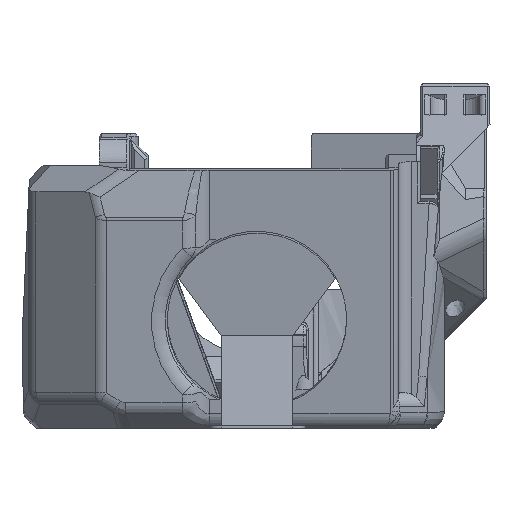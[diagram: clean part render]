
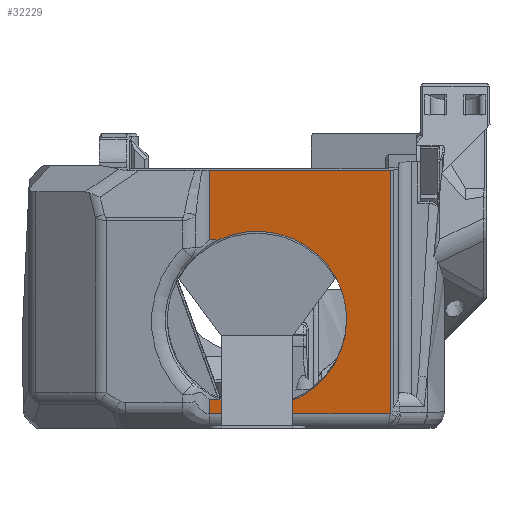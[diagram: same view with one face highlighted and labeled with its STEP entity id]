
A CAD part, left-side view. The second image highlights one B-rep face of the part: STEP entity #32229.
In plain terms, the highlighted planar face has unit normal (-0.985, 0, -0.174).
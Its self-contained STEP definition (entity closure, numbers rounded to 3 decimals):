
#877=ELLIPSE('',#34817,1.92,1.);
#1559=CIRCLE('',#34818,14.);
#3275=LINE('',#54015,#6203);
#3276=LINE('',#54017,#6204);
#3319=LINE('',#54183,#6247);
#3320=LINE('',#54188,#6248);
#3321=LINE('',#54190,#6249);
#6203=VECTOR('',#40070,1000.);
#6204=VECTOR('',#40073,1000.);
#6247=VECTOR('',#40164,1000.);
#6248=VECTOR('',#40171,1000.);
#6249=VECTOR('',#40172,1000.);
#11961=ORIENTED_EDGE('',*,*,#20015,.T.);
#11962=ORIENTED_EDGE('',*,*,#20078,.T.);
#11963=ORIENTED_EDGE('',*,*,#20076,.F.);
#11964=ORIENTED_EDGE('',*,*,#20079,.F.);
#11965=ORIENTED_EDGE('',*,*,#20080,.T.);
#11966=ORIENTED_EDGE('',*,*,#20081,.T.);
#11967=ORIENTED_EDGE('',*,*,#20082,.T.);
#11968=ORIENTED_EDGE('',*,*,#20018,.T.);
#11969=ORIENTED_EDGE('',*,*,#20016,.T.);
#20015=EDGE_CURVE('',#24150,#24222,#3275,.T.);
#20016=EDGE_CURVE('',#24223,#24150,#3276,.F.);
#20018=EDGE_CURVE('',#24224,#24223,#25969,.T.);
#20076=EDGE_CURVE('',#24263,#24264,#3319,.F.);
#20078=EDGE_CURVE('',#24222,#24264,#877,.F.);
#20079=EDGE_CURVE('',#24265,#24263,#3320,.T.);
#20080=EDGE_CURVE('',#24265,#24266,#3321,.F.);
#20081=EDGE_CURVE('',#24266,#24267,#25976,.F.);
#20082=EDGE_CURVE('',#24267,#24224,#1559,.T.);
#24150=VERTEX_POINT('',#53757);
#24222=VERTEX_POINT('',#54014);
#24223=VERTEX_POINT('',#54018);
#24224=VERTEX_POINT('',#54051);
#24263=VERTEX_POINT('',#54182);
#24264=VERTEX_POINT('',#54184);
#24265=VERTEX_POINT('',#54189);
#24266=VERTEX_POINT('',#54191);
#24267=VERTEX_POINT('',#54196);
#25969=B_SPLINE_CURVE_WITH_KNOTS('',3,(#54047,#54048,#54049,#54050),
 .UNSPECIFIED.,.F.,.F.,(4,4),(0.,0.001),.UNSPECIFIED.);
#25976=B_SPLINE_CURVE_WITH_KNOTS('',3,(#54192,#54193,#54194,#54195),
 .UNSPECIFIED.,.F.,.F.,(4,4),(0.,0.001),.UNSPECIFIED.);
#27215=EDGE_LOOP('',(#11961,#11962,#11963,#11964,#11965,#11966,#11967,#11968,
#11969));
#29211=FACE_BOUND('',#27215,.T.);
#30836=PLANE('',#34816);
#32229=ADVANCED_FACE('',(#29211),#30836,.F.);
#34816=AXIS2_PLACEMENT_3D('',#54186,#40167,#40168);
#34817=AXIS2_PLACEMENT_3D('',#54187,#40169,#40170);
#34818=AXIS2_PLACEMENT_3D('',#54197,#40173,#40174);
#40070=DIRECTION('',(0.,-1.,0.));
#40073=DIRECTION('',(-0.174,0.,0.985));
#40164=DIRECTION('',(-0.174,0.,0.985));
#40167=DIRECTION('',(0.985,0.,0.174));
#40168=DIRECTION('',(-0.174,0.,0.985));
#40169=DIRECTION('',(0.985,0.,0.174));
#40170=DIRECTION('',(0.126,-0.686,-0.716));
#40171=DIRECTION('',(0.,-1.,0.));
#40172=DIRECTION('',(-0.174,0.,0.985));
#40173=DIRECTION('',(0.985,0.,0.174));
#40174=DIRECTION('',(-0.174,0.,0.985));
#53757=CARTESIAN_POINT('',(-27.864,12.27,2.262));
#54014=CARTESIAN_POINT('',(-27.864,-15.951,2.262));
#54015=CARTESIAN_POINT('',(-27.864,-14.655,2.262));
#54017=CARTESIAN_POINT('',(-31.185,12.27,21.099));
#54018=CARTESIAN_POINT('',(-28.255,12.27,4.482));
#54047=CARTESIAN_POINT('',(-28.27,10.952,4.562));
#54048=CARTESIAN_POINT('',(-28.27,11.393,4.564));
#54049=CARTESIAN_POINT('',(-28.265,11.833,4.537));
#54050=CARTESIAN_POINT('',(-28.255,12.27,4.482));
#54051=CARTESIAN_POINT('',(-28.27,10.952,4.562));
#54182=CARTESIAN_POINT('',(-34.572,-16.002,40.304));
#54183=CARTESIAN_POINT('',(-7.663,-16.002,-112.301));
#54184=CARTESIAN_POINT('',(-27.916,-16.002,2.558));
#54186=CARTESIAN_POINT('',(-31.185,24.853,21.099));
#54187=CARTESIAN_POINT('',(-28.071,-14.497,3.435));
#54188=CARTESIAN_POINT('',(-34.572,24.853,40.304));
#54189=CARTESIAN_POINT('',(-34.572,12.27,40.304));
#54190=CARTESIAN_POINT('',(-31.185,12.27,21.099));
#54191=CARTESIAN_POINT('',(-32.66,12.27,29.463));
#54192=CARTESIAN_POINT('',(-32.646,10.952,29.383));
#54193=CARTESIAN_POINT('',(-32.646,11.393,29.381));
#54194=CARTESIAN_POINT('',(-32.651,11.833,29.409));
#54195=CARTESIAN_POINT('',(-32.66,12.27,29.463));
#54196=CARTESIAN_POINT('',(-32.646,10.952,29.383));
#54197=CARTESIAN_POINT('',(-30.458,4.853,16.973));
